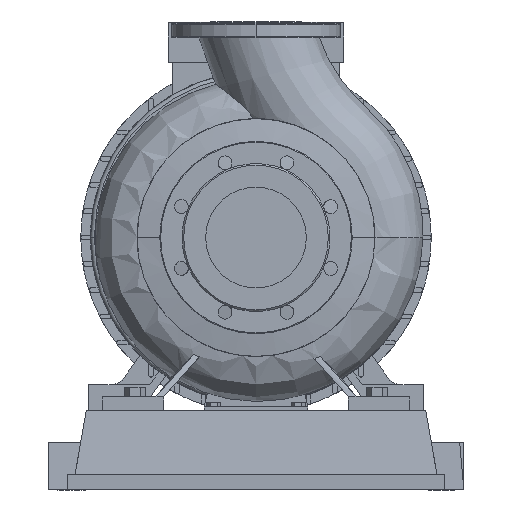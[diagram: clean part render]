
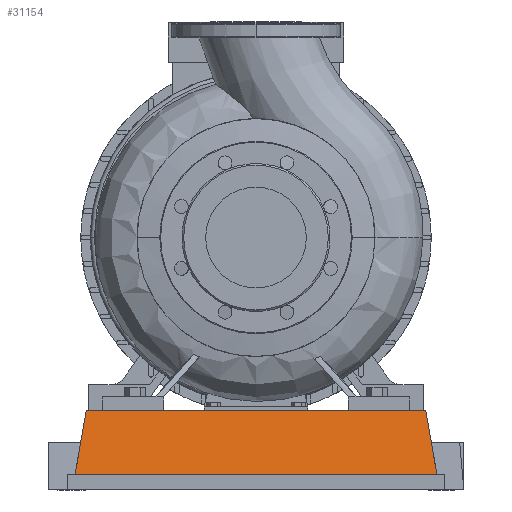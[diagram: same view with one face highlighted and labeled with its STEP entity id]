
A CAD part, left-side view. The second image highlights one B-rep face of the part: STEP entity #31154.
In plain terms, the highlighted planar face has unit normal (-0.985, 0, 0.174).
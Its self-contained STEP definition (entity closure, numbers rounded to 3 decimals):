
#29039=CARTESIAN_POINT('',(-100.,-235.,20.6));
#29040=VERTEX_POINT('',#29039);
#29047=CARTESIAN_POINT('',(-100.,235.0,20.6));
#29048=VERTEX_POINT('',#29047);
#29049=CARTESIAN_POINT('',(-100.,-235.,20.6));
#29050=DIRECTION('',(0.0,1.0,0.0));
#29051=VECTOR('',#29050,470.0);
#29052=LINE('',#29049,#29051);
#29053=EDGE_CURVE('',#29040,#29048,#29052,.T.);
#30888=CARTESIAN_POINT('',(-85.471,-220.471,103.0));
#30889=VERTEX_POINT('',#30888);
#30896=CARTESIAN_POINT('',(-100.,-235.,20.6));
#30897=DIRECTION('',(0.171,0.171,0.97));
#30898=VECTOR('',#30897,84.923);
#30899=LINE('',#30896,#30898);
#30900=EDGE_CURVE('',#29040,#30889,#30899,.T.);
#31131=CARTESIAN_POINT('',(-100.,-235.,20.6));
#31132=DIRECTION('',(-0.985,0.,0.174));
#31133=DIRECTION('',(0.0,-1.0,0.0));
#31134=AXIS2_PLACEMENT_3D('',#31131,#31132,#31133);
#31135=PLANE('',#31134);
#31136=CARTESIAN_POINT('',(-85.471,220.471,103.0));
#31137=VERTEX_POINT('',#31136);
#31138=CARTESIAN_POINT('',(-85.471,-220.471,103.0));
#31139=DIRECTION('',(0.0,1.0,0.0));
#31140=VECTOR('',#31139,440.941);
#31141=LINE('',#31138,#31140);
#31142=EDGE_CURVE('',#30889,#31137,#31141,.T.);
#31143=ORIENTED_EDGE('',*,*,#31142,.T.);
#31144=CARTESIAN_POINT('',(-100.,235.0,20.6));
#31145=DIRECTION('',(0.171,-0.171,0.97));
#31146=VECTOR('',#31145,84.923);
#31147=LINE('',#31144,#31146);
#31148=EDGE_CURVE('',#29048,#31137,#31147,.T.);
#31149=ORIENTED_EDGE('',*,*,#31148,.F.);
#31150=ORIENTED_EDGE('',*,*,#29053,.F.);
#31151=ORIENTED_EDGE('',*,*,#30900,.T.);
#31152=EDGE_LOOP('',(#31143,#31149,#31150,#31151));
#31153=FACE_OUTER_BOUND('',#31152,.T.);
#31154=ADVANCED_FACE('',(#31153),#31135,.T.);
